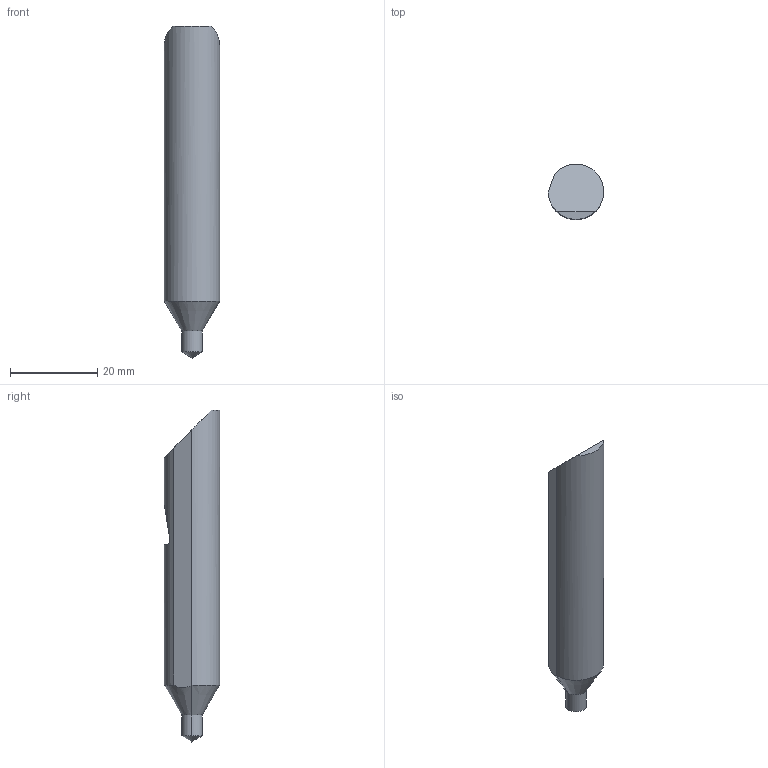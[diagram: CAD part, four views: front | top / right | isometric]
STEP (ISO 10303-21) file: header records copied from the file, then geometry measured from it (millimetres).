
FILE_DESCRIPTION (( 'STEP AP214' ), '1' );
FILE_NAME ('Micro_QDC-5.STEP', '2021-09-08T18:28:30', ( '' ), ( '' ), 'SwSTEP 2.0', 'SolidWorks 2020', '' );
FILE_SCHEMA (( 'AUTOMOTIVE_DESIGN' ));
Length unit declared in the file: inch
Products named in the file (1): Micro_QDC-5
Bounding box: 12.7 x 12.7 x 76.2 mm (x, y, z)
Volume: 7853.4 mm3; surface area: 2805 mm2
Topology: 1 solids, 1 shells, 15 faces, 33 edges, 19 vertices
Faces by surface type: cylinder 6, plane 5, cone 4
Entity records: 464 total; most frequent: CARTESIAN_POINT 121, DIRECTION 62, ORIENTED_EDGE 62, EDGE_CURVE 31, AXIS2_PLACEMENT_3D 24, VERTEX_POINT 19, EDGE_LOOP 16, FACE_OUTER_BOUND 15
